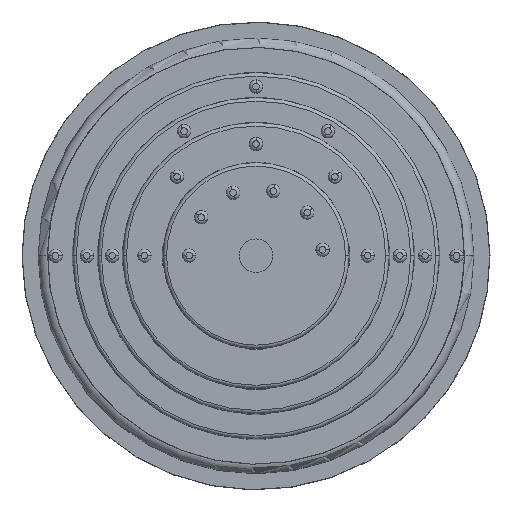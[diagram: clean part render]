
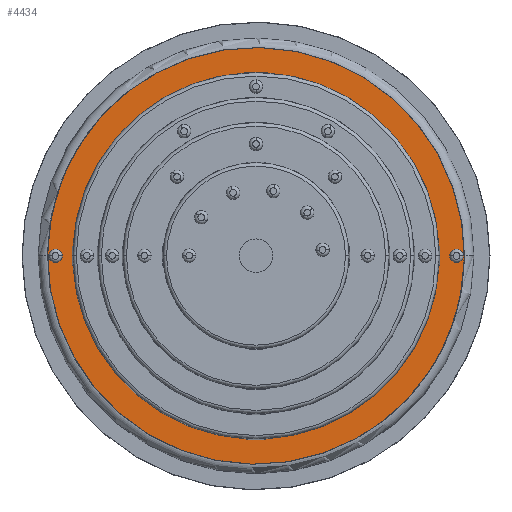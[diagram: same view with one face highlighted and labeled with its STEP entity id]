
A CAD part, top view. The second image highlights one B-rep face of the part: STEP entity #4434.
In plain terms, the highlighted planar face has unit normal (0, 0, 1).
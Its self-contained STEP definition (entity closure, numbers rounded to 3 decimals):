
#117=CARTESIAN_POINT('Vertex',(31.,0.,2.5)) ;
#120=CARTESIAN_POINT('Axis2P3D Location',(30.,0.,2.5)) ;
#124=CARTESIAN_POINT('Vertex',(29.,0.,2.5)) ;
#151=CARTESIAN_POINT('Axis2P3D Location',(30.,0.,2.5)) ;
#189=CARTESIAN_POINT('Vertex',(-29.,0.,2.5)) ;
#192=CARTESIAN_POINT('Axis2P3D Location',(-30.,0.,2.5)) ;
#196=CARTESIAN_POINT('Vertex',(-31.,0.,2.5)) ;
#223=CARTESIAN_POINT('Axis2P3D Location',(-30.,0.,2.5)) ;
#1082=CARTESIAN_POINT('Vertex',(27.5,0.,2.5)) ;
#1085=CARTESIAN_POINT('Axis2P3D Location',(0.,0.,2.5)) ;
#1089=CARTESIAN_POINT('Vertex',(27.464,1.408,2.5)) ;
#1112=CARTESIAN_POINT('Vertex',(1.408,27.464,2.5)) ;
#1115=CARTESIAN_POINT('Axis2P3D Location',(0.,0.,2.5)) ;
#1119=CARTESIAN_POINT('Vertex',(-1.408,27.464,2.5)) ;
#1142=CARTESIAN_POINT('Vertex',(-27.464,1.408,2.5)) ;
#1145=CARTESIAN_POINT('Axis2P3D Location',(0.,0.,2.5)) ;
#1149=CARTESIAN_POINT('Vertex',(-27.5,0.,2.5)) ;
#1182=CARTESIAN_POINT('Axis2P3D Location',(0.,0.,2.5)) ;
#1186=CARTESIAN_POINT('Vertex',(-27.464,-1.408,2.5)) ;
#1209=CARTESIAN_POINT('Vertex',(-1.408,-27.464,2.5)) ;
#1212=CARTESIAN_POINT('Axis2P3D Location',(0.,0.,2.5)) ;
#1216=CARTESIAN_POINT('Vertex',(1.408,-27.464,2.5)) ;
#1239=CARTESIAN_POINT('Vertex',(27.464,-1.408,2.5)) ;
#1242=CARTESIAN_POINT('Axis2P3D Location',(0.,0.,2.5)) ;
#1279=CARTESIAN_POINT('Vertex',(-26.813,1.408,2.5)) ;
#1282=CARTESIAN_POINT('Line Origine',(-32.171,1.408,2.5)) ;
#1336=CARTESIAN_POINT('Vertex',(-1.408,26.813,2.5)) ;
#1339=CARTESIAN_POINT('Line Origine',(-1.408,32.171,2.5)) ;
#1368=CARTESIAN_POINT('Vertex',(1.408,26.813,2.5)) ;
#1371=CARTESIAN_POINT('Line Origine',(1.408,32.171,2.5)) ;
#1412=CARTESIAN_POINT('Vertex',(26.813,1.408,2.5)) ;
#1415=CARTESIAN_POINT('Line Origine',(32.171,1.408,2.5)) ;
#1475=CARTESIAN_POINT('Vertex',(26.813,-1.408,2.5)) ;
#1478=CARTESIAN_POINT('Line Origine',(32.171,-1.408,2.5)) ;
#1527=CARTESIAN_POINT('Vertex',(1.408,-26.813,2.5)) ;
#1530=CARTESIAN_POINT('Line Origine',(1.408,-32.171,2.5)) ;
#1559=CARTESIAN_POINT('Vertex',(-1.408,-26.813,2.5)) ;
#1562=CARTESIAN_POINT('Line Origine',(-1.408,-32.171,2.5)) ;
#1603=CARTESIAN_POINT('Vertex',(-26.813,-1.408,2.5)) ;
#1606=CARTESIAN_POINT('Line Origine',(-32.171,-1.408,2.5)) ;
#3866=CARTESIAN_POINT('Vertex',(-14.943,27.354,2.5)) ;
#3869=CARTESIAN_POINT('Axis2P3D Location',(0.,0.,2.5)) ;
#3873=CARTESIAN_POINT('Vertex',(14.943,-27.354,2.5)) ;
#3903=CARTESIAN_POINT('Axis2P3D Location',(0.,0.,2.5)) ;
#3943=CARTESIAN_POINT('Axis2P3D Location',(0.,0.,2.5)) ;
#4046=CARTESIAN_POINT('Axis2P3D Location',(0.,0.,2.5)) ;
#4062=CARTESIAN_POINT('Vertex',(-12.873,23.563,2.5)) ;
#4065=CARTESIAN_POINT('Axis2P3D Location',(0.,0.,2.5)) ;
#4077=CARTESIAN_POINT('Axis2P3D Location',(0.,0.,2.5)) ;
#4184=CARTESIAN_POINT('Vertex',(12.873,-23.563,2.5)) ;
#4187=CARTESIAN_POINT('Axis2P3D Location',(0.,0.,2.5)) ;
#4199=CARTESIAN_POINT('Axis2P3D Location',(0.,0.,2.5)) ;
#4395=CARTESIAN_POINT('Axis2P3D Location',(0.,-33.4,2.5)) ;
#1284=VECTOR('Line Direction',#1283,1.) ;
#1341=VECTOR('Line Direction',#1340,1.) ;
#1373=VECTOR('Line Direction',#1372,1.) ;
#1417=VECTOR('Line Direction',#1416,1.) ;
#1480=VECTOR('Line Direction',#1479,1.) ;
#1532=VECTOR('Line Direction',#1531,1.) ;
#1564=VECTOR('Line Direction',#1563,1.) ;
#1608=VECTOR('Line Direction',#1607,1.) ;
#121=DIRECTION('Axis2P3D Direction',(-0.,0.,1.)) ;
#152=DIRECTION('Axis2P3D Direction',(0.,-0.,1.)) ;
#193=DIRECTION('Axis2P3D Direction',(-0.,0.,1.)) ;
#224=DIRECTION('Axis2P3D Direction',(0.,-0.,1.)) ;
#1086=DIRECTION('Axis2P3D Direction',(0.,0.,1.)) ;
#1116=DIRECTION('Axis2P3D Direction',(0.,0.,1.)) ;
#1146=DIRECTION('Axis2P3D Direction',(0.,0.,1.)) ;
#1183=DIRECTION('Axis2P3D Direction',(0.,0.,1.)) ;
#1213=DIRECTION('Axis2P3D Direction',(0.,0.,1.)) ;
#1243=DIRECTION('Axis2P3D Direction',(0.,0.,1.)) ;
#1283=DIRECTION('Vector Direction',(-1.,0.,0.)) ;
#1340=DIRECTION('Vector Direction',(0.,1.,0.)) ;
#1372=DIRECTION('Vector Direction',(0.,1.,0.)) ;
#1416=DIRECTION('Vector Direction',(1.,0.,0.)) ;
#1479=DIRECTION('Vector Direction',(1.,0.,0.)) ;
#1531=DIRECTION('Vector Direction',(0.,-1.,0.)) ;
#1563=DIRECTION('Vector Direction',(0.,-1.,0.)) ;
#1607=DIRECTION('Vector Direction',(-1.,0.,0.)) ;
#3870=DIRECTION('Axis2P3D Direction',(0.,0.,-1.)) ;
#3904=DIRECTION('Axis2P3D Direction',(0.,0.,-1.)) ;
#3944=DIRECTION('Axis2P3D Direction',(0.,0.,1.)) ;
#4047=DIRECTION('Axis2P3D Direction',(0.,0.,1.)) ;
#4066=DIRECTION('Axis2P3D Direction',(0.,0.,1.)) ;
#4078=DIRECTION('Axis2P3D Direction',(0.,0.,1.)) ;
#4188=DIRECTION('Axis2P3D Direction',(0.,0.,1.)) ;
#4200=DIRECTION('Axis2P3D Direction',(0.,0.,1.)) ;
#4396=DIRECTION('Axis2P3D Direction',(0.,0.,1.)) ;
#4397=DIRECTION('Axis2P3D XDirection',(1.,0.,0.)) ;
#122=AXIS2_PLACEMENT_3D('Circle Axis2P3D',#120,#121,$) ;
#153=AXIS2_PLACEMENT_3D('Circle Axis2P3D',#151,#152,$) ;
#194=AXIS2_PLACEMENT_3D('Circle Axis2P3D',#192,#193,$) ;
#225=AXIS2_PLACEMENT_3D('Circle Axis2P3D',#223,#224,$) ;
#1087=AXIS2_PLACEMENT_3D('Circle Axis2P3D',#1085,#1086,$) ;
#1117=AXIS2_PLACEMENT_3D('Circle Axis2P3D',#1115,#1116,$) ;
#1147=AXIS2_PLACEMENT_3D('Circle Axis2P3D',#1145,#1146,$) ;
#1184=AXIS2_PLACEMENT_3D('Circle Axis2P3D',#1182,#1183,$) ;
#1214=AXIS2_PLACEMENT_3D('Circle Axis2P3D',#1212,#1213,$) ;
#1244=AXIS2_PLACEMENT_3D('Circle Axis2P3D',#1242,#1243,$) ;
#3871=AXIS2_PLACEMENT_3D('Circle Axis2P3D',#3869,#3870,$) ;
#3905=AXIS2_PLACEMENT_3D('Circle Axis2P3D',#3903,#3904,$) ;
#3945=AXIS2_PLACEMENT_3D('Circle Axis2P3D',#3943,#3944,$) ;
#4048=AXIS2_PLACEMENT_3D('Circle Axis2P3D',#4046,#4047,$) ;
#4067=AXIS2_PLACEMENT_3D('Circle Axis2P3D',#4065,#4066,$) ;
#4079=AXIS2_PLACEMENT_3D('Circle Axis2P3D',#4077,#4078,$) ;
#4189=AXIS2_PLACEMENT_3D('Circle Axis2P3D',#4187,#4188,$) ;
#4201=AXIS2_PLACEMENT_3D('Circle Axis2P3D',#4199,#4200,$) ;
#4398=AXIS2_PLACEMENT_3D('Plane Axis2P3D',#4395,#4396,#4397) ;
#1285=LINE('Line',#1282,#1284) ;
#1342=LINE('Line',#1339,#1341) ;
#1374=LINE('Line',#1371,#1373) ;
#1418=LINE('Line',#1415,#1417) ;
#1481=LINE('Line',#1478,#1480) ;
#1533=LINE('Line',#1530,#1532) ;
#1565=LINE('Line',#1562,#1564) ;
#1609=LINE('Line',#1606,#1608) ;
#123=CIRCLE('generated circle',#122,1.) ;
#154=CIRCLE('generated circle',#153,1.) ;
#195=CIRCLE('generated circle',#194,1.) ;
#226=CIRCLE('generated circle',#225,1.) ;
#1088=CIRCLE('generated circle',#1087,27.5) ;
#1118=CIRCLE('generated circle',#1117,27.5) ;
#1148=CIRCLE('generated circle',#1147,27.5) ;
#1185=CIRCLE('generated circle',#1184,27.5) ;
#1215=CIRCLE('generated circle',#1214,27.5) ;
#1245=CIRCLE('generated circle',#1244,27.5) ;
#3872=CIRCLE('generated circle',#3871,31.169) ;
#3906=CIRCLE('generated circle',#3905,31.169) ;
#3946=CIRCLE('generated circle',#3945,26.85) ;
#4049=CIRCLE('generated circle',#4048,26.85) ;
#4068=CIRCLE('generated circle',#4067,26.85) ;
#4080=CIRCLE('generated circle',#4079,26.85) ;
#4190=CIRCLE('generated circle',#4189,26.85) ;
#4202=CIRCLE('generated circle',#4201,26.85) ;
#4399=PLANE('',#4398) ;
#4425=FACE_BOUND('',#4404,.T.) ;
#4429=FACE_BOUND('',#4426,.T.) ;
#4433=FACE_BOUND('',#4430,.T.) ;
#126=EDGE_CURVE('',#118,#125,#123,.T.) ;
#155=EDGE_CURVE('',#125,#118,#154,.T.) ;
#198=EDGE_CURVE('',#190,#197,#195,.T.) ;
#227=EDGE_CURVE('',#197,#190,#226,.T.) ;
#1091=EDGE_CURVE('',#1090,#1083,#1088,.F.) ;
#1121=EDGE_CURVE('',#1120,#1113,#1118,.F.) ;
#1151=EDGE_CURVE('',#1150,#1143,#1148,.F.) ;
#1188=EDGE_CURVE('',#1187,#1150,#1185,.F.) ;
#1218=EDGE_CURVE('',#1217,#1210,#1215,.F.) ;
#1246=EDGE_CURVE('',#1083,#1240,#1245,.F.) ;
#1286=EDGE_CURVE('',#1280,#1143,#1285,.T.) ;
#1343=EDGE_CURVE('',#1337,#1120,#1342,.T.) ;
#1375=EDGE_CURVE('',#1369,#1113,#1374,.T.) ;
#1419=EDGE_CURVE('',#1413,#1090,#1418,.T.) ;
#1482=EDGE_CURVE('',#1476,#1240,#1481,.T.) ;
#1534=EDGE_CURVE('',#1528,#1217,#1533,.T.) ;
#1566=EDGE_CURVE('',#1560,#1210,#1565,.T.) ;
#1610=EDGE_CURVE('',#1604,#1187,#1609,.T.) ;
#3875=EDGE_CURVE('',#3874,#3867,#3872,.F.) ;
#3907=EDGE_CURVE('',#3867,#3874,#3906,.F.) ;
#3947=EDGE_CURVE('',#1604,#1560,#3946,.T.) ;
#4050=EDGE_CURVE('',#1413,#1369,#4049,.T.) ;
#4069=EDGE_CURVE('',#4063,#1280,#4068,.T.) ;
#4081=EDGE_CURVE('',#1337,#4063,#4080,.T.) ;
#4191=EDGE_CURVE('',#4185,#1476,#4190,.T.) ;
#4203=EDGE_CURVE('',#1528,#4185,#4202,.T.) ;
#4401=ORIENTED_EDGE('',*,*,#3907,.T.) ;
#4402=ORIENTED_EDGE('',*,*,#3875,.T.) ;
#4405=ORIENTED_EDGE('',*,*,#4069,.F.) ;
#4406=ORIENTED_EDGE('',*,*,#4081,.F.) ;
#4407=ORIENTED_EDGE('',*,*,#1343,.T.) ;
#4408=ORIENTED_EDGE('',*,*,#1121,.T.) ;
#4409=ORIENTED_EDGE('',*,*,#1375,.F.) ;
#4410=ORIENTED_EDGE('',*,*,#4050,.F.) ;
#4411=ORIENTED_EDGE('',*,*,#1419,.T.) ;
#4412=ORIENTED_EDGE('',*,*,#1091,.T.) ;
#4413=ORIENTED_EDGE('',*,*,#1246,.T.) ;
#4414=ORIENTED_EDGE('',*,*,#1482,.F.) ;
#4415=ORIENTED_EDGE('',*,*,#4191,.F.) ;
#4416=ORIENTED_EDGE('',*,*,#4203,.F.) ;
#4417=ORIENTED_EDGE('',*,*,#1534,.T.) ;
#4418=ORIENTED_EDGE('',*,*,#1218,.T.) ;
#4419=ORIENTED_EDGE('',*,*,#1566,.F.) ;
#4420=ORIENTED_EDGE('',*,*,#3947,.F.) ;
#4421=ORIENTED_EDGE('',*,*,#1610,.T.) ;
#4422=ORIENTED_EDGE('',*,*,#1188,.T.) ;
#4423=ORIENTED_EDGE('',*,*,#1151,.T.) ;
#4424=ORIENTED_EDGE('',*,*,#1286,.F.) ;
#4427=ORIENTED_EDGE('',*,*,#155,.F.) ;
#4428=ORIENTED_EDGE('',*,*,#126,.F.) ;
#4431=ORIENTED_EDGE('',*,*,#198,.F.) ;
#4432=ORIENTED_EDGE('',*,*,#227,.F.) ;
#4400=EDGE_LOOP('',(#4401,#4402)) ;
#4404=EDGE_LOOP('',(#4405,#4406,#4407,#4408,#4409,#4410,#4411,#4412,#4413,#4414,#4415,#4416,#4417,#4418,#4419,#4420,#4421,#4422,#4423,#4424)) ;
#4426=EDGE_LOOP('',(#4427,#4428)) ;
#4430=EDGE_LOOP('',(#4431,#4432)) ;
#118=VERTEX_POINT('',#117) ;
#125=VERTEX_POINT('',#124) ;
#190=VERTEX_POINT('',#189) ;
#197=VERTEX_POINT('',#196) ;
#1083=VERTEX_POINT('',#1082) ;
#1090=VERTEX_POINT('',#1089) ;
#1113=VERTEX_POINT('',#1112) ;
#1120=VERTEX_POINT('',#1119) ;
#1143=VERTEX_POINT('',#1142) ;
#1150=VERTEX_POINT('',#1149) ;
#1187=VERTEX_POINT('',#1186) ;
#1210=VERTEX_POINT('',#1209) ;
#1217=VERTEX_POINT('',#1216) ;
#1240=VERTEX_POINT('',#1239) ;
#1280=VERTEX_POINT('',#1279) ;
#1337=VERTEX_POINT('',#1336) ;
#1369=VERTEX_POINT('',#1368) ;
#1413=VERTEX_POINT('',#1412) ;
#1476=VERTEX_POINT('',#1475) ;
#1528=VERTEX_POINT('',#1527) ;
#1560=VERTEX_POINT('',#1559) ;
#1604=VERTEX_POINT('',#1603) ;
#3867=VERTEX_POINT('',#3866) ;
#3874=VERTEX_POINT('',#3873) ;
#4063=VERTEX_POINT('',#4062) ;
#4185=VERTEX_POINT('',#4184) ;
#4434=ADVANCED_FACE('PartBody',(#4403,#4425,#4429,#4433),#4399,.T.) ;
#4403=FACE_OUTER_BOUND('',#4400,.T.) ;
